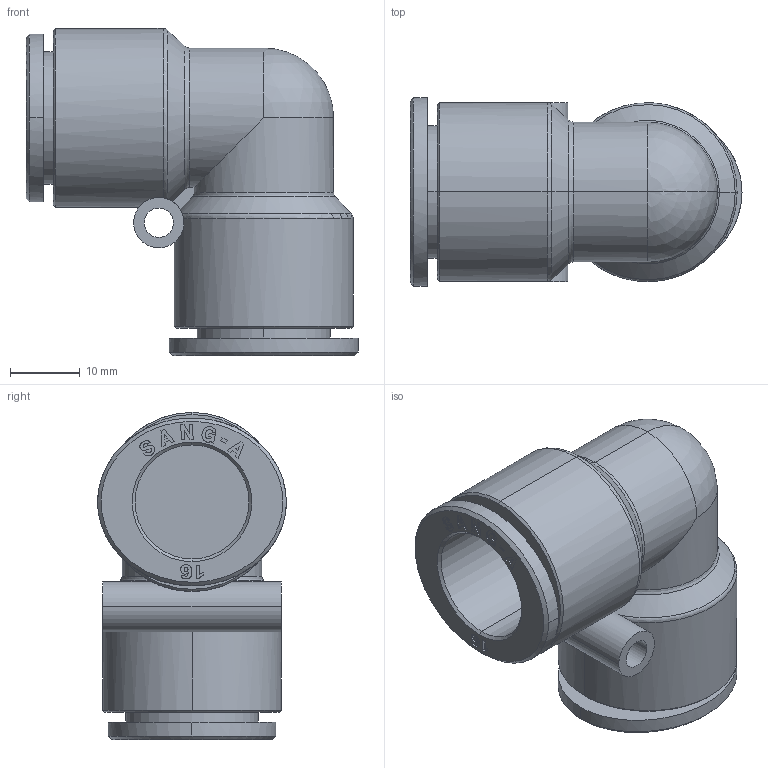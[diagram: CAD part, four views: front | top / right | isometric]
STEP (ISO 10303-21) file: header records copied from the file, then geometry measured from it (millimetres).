
FILE_DESCRIPTION((''),'2;1');
FILE_NAME('GPUL 16(3D).stp','2012-12-27T14:45:13',(''),(''),'Mechanical Desktop.R8.0.24.0','Mechanical Desktop.R8.0.24.0',', , ');
FILE_SCHEMA(('CONFIG_CONTROL_DESIGN'));
Length unit declared in the file: millimetre
Products named in the file (2): GPUL 16(3D); ºÎÇ°1
Assembly tree (1 placements, depth 2):
  GPUL 16(3D)
    ºÎÇ°1
Bounding box: 47.5 x 27 x 46.8 mm (x, y, z)
Volume: 19151.8 mm3; surface area: 10228.5 mm2
Topology: 1 solids, 1 shells, 488 faces, 1364 edges, 904 vertices
Faces by surface type: plane 368, bspline 62, cylinder 40, cone 12, torus 4, sphere 2
Entity records: 17450 total; most frequent: CARTESIAN_POINT 4878, ORIENTED_EDGE 2724, DIRECTION 2405, EDGE_CURVE 1362, VECTOR 1111, LINE 1111, VERTEX_POINT 904, AXIS2_PLACEMENT_3D 647
